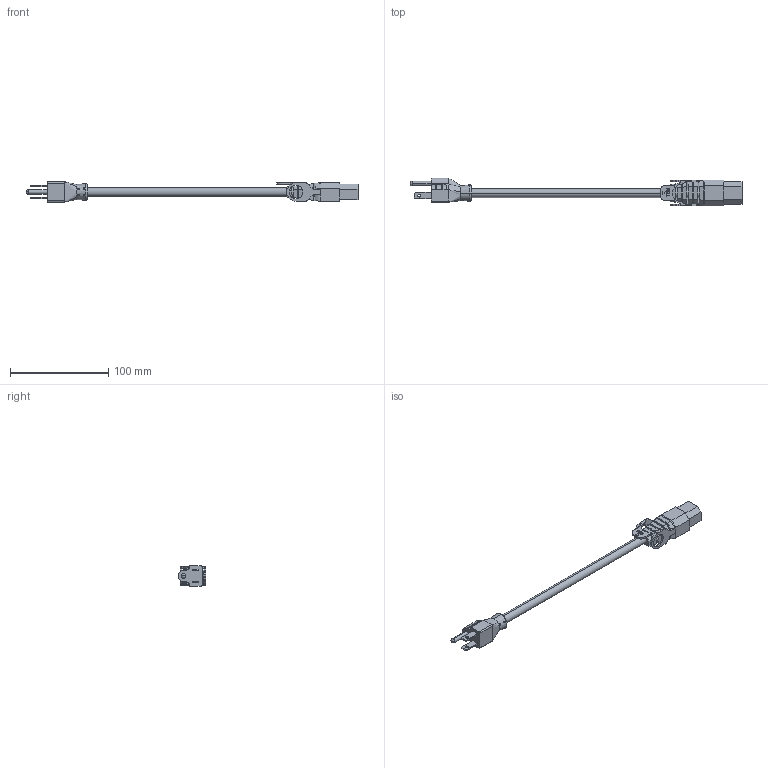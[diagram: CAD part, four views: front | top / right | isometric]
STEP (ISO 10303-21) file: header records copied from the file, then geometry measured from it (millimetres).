
FILE_DESCRIPTION (( 'STEP AP203' ), '1' );
FILE_NAME ('C13LPN515P-15_3D.STEP', '2022-07-22T23:05:25', ( '' ), ( '' ), 'SwSTEP 2.0', 'SolidWorks 2021', '' );
FILE_SCHEMA (( 'CONFIG_CONTROL_DESIGN' ));
Length unit declared in the file: inch
Products named in the file (4): SJT 3x14AWG Cord; C13LPN515P-15_3D; EN60320-C13-STR-LKG; NEMA
Assembly tree (3 placements, depth 2):
  C13LPN515P-15_3D
    NEMA
    EN60320-C13-STR-LKG
    SJT 3x14AWG Cord
Bounding box: 337.94 x 28.29 x 20.83 mm (x, y, z)
Volume: 52322.5 mm3; surface area: 23845.7 mm2
Topology: 3 solids, 3 shells, 352 faces, 972 edges, 639 vertices
Faces by surface type: plane 232, cylinder 90, bspline 16, torus 10, sphere 2, cone 2
Entity records: 12968 total; most frequent: CARTESIAN_POINT 3656, ORIENTED_EDGE 1940, DIRECTION 1708, EDGE_CURVE 970, VECTOR 678, LINE 678, VERTEX_POINT 639, AXIS2_PLACEMENT_3D 515
